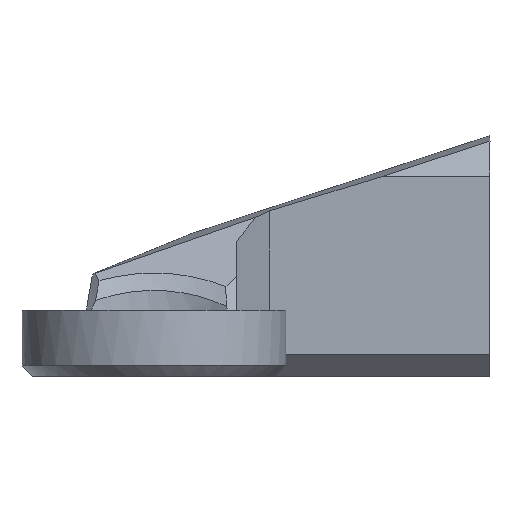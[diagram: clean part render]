
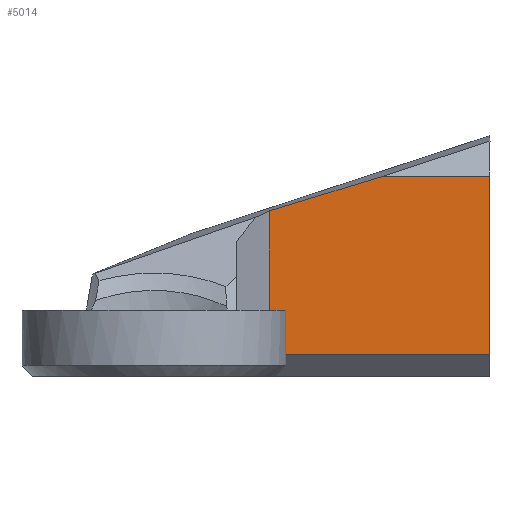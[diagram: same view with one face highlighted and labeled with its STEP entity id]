
A CAD part, left-side view. The second image highlights one B-rep face of the part: STEP entity #5014.
In plain terms, the highlighted planar face has unit normal (-1, 0, 0).
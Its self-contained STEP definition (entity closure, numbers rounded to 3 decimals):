
#57=PLANE('',#5416);
#438=FACE_OUTER_BOUND('',#824,.T.);
#824=EDGE_LOOP('',(#3774,#3775,#3776,#3777,#3778));
#1181=LINE('',#7244,#1859);
#1291=LINE('',#7640,#1969);
#1296=LINE('',#7649,#1974);
#1298=LINE('',#7652,#1976);
#1299=LINE('',#7653,#1977);
#1859=VECTOR('',#5791,1000.);
#1969=VECTOR('',#5947,1000.);
#1974=VECTOR('',#5956,1000.);
#1976=VECTOR('',#5960,1000.);
#1977=VECTOR('',#5961,1000.);
#2549=VERTEX_POINT('',#7242);
#2550=VERTEX_POINT('',#7243);
#2662=VERTEX_POINT('',#7637);
#2663=VERTEX_POINT('',#7639);
#2665=VERTEX_POINT('',#7648);
#2877=EDGE_CURVE('',#2549,#2550,#1181,.T.);
#3009=EDGE_CURVE('',#2662,#2663,#1291,.T.);
#3014=EDGE_CURVE('',#2665,#2550,#1296,.T.);
#3016=EDGE_CURVE('',#2663,#2549,#1298,.T.);
#3017=EDGE_CURVE('',#2662,#2665,#1299,.T.);
#3774=ORIENTED_EDGE('',*,*,#2877,.F.);
#3775=ORIENTED_EDGE('',*,*,#3016,.F.);
#3776=ORIENTED_EDGE('',*,*,#3009,.F.);
#3777=ORIENTED_EDGE('',*,*,#3017,.T.);
#3778=ORIENTED_EDGE('',*,*,#3014,.T.);
#5014=ADVANCED_FACE('',(#438),#57,.T.);
#5416=AXIS2_PLACEMENT_3D('',#7651,#5958,#5959);
#5791=DIRECTION('',(0.,0.,-1.));
#5947=DIRECTION('',(0.,-0.956,0.292));
#5956=DIRECTION('',(0.,-1.,0.));
#5958=DIRECTION('center_axis',(-1.,0.,0.));
#5959=DIRECTION('ref_axis',(0.,-1.,0.));
#5960=DIRECTION('',(0.,-1.,0.));
#5961=DIRECTION('',(0.,0.,-1.));
#7242=CARTESIAN_POINT('',(11.991,-125.025,18.192));
#7243=CARTESIAN_POINT('',(11.991,-125.025,2.));
#7244=CARTESIAN_POINT('',(11.991,-125.025,18.192));
#7637=CARTESIAN_POINT('',(11.991,-104.975,15.029));
#7639=CARTESIAN_POINT('',(11.991,-115.335,18.192));
#7640=CARTESIAN_POINT('',(11.991,-104.975,15.029));
#7648=CARTESIAN_POINT('',(11.991,-104.975,2.));
#7649=CARTESIAN_POINT('',(11.991,-104.975,2.));
#7651=CARTESIAN_POINT('Origin',(11.991,-115.422,9.61));
#7652=CARTESIAN_POINT('',(11.991,-115.335,18.192));
#7653=CARTESIAN_POINT('',(11.991,-104.975,15.029));
